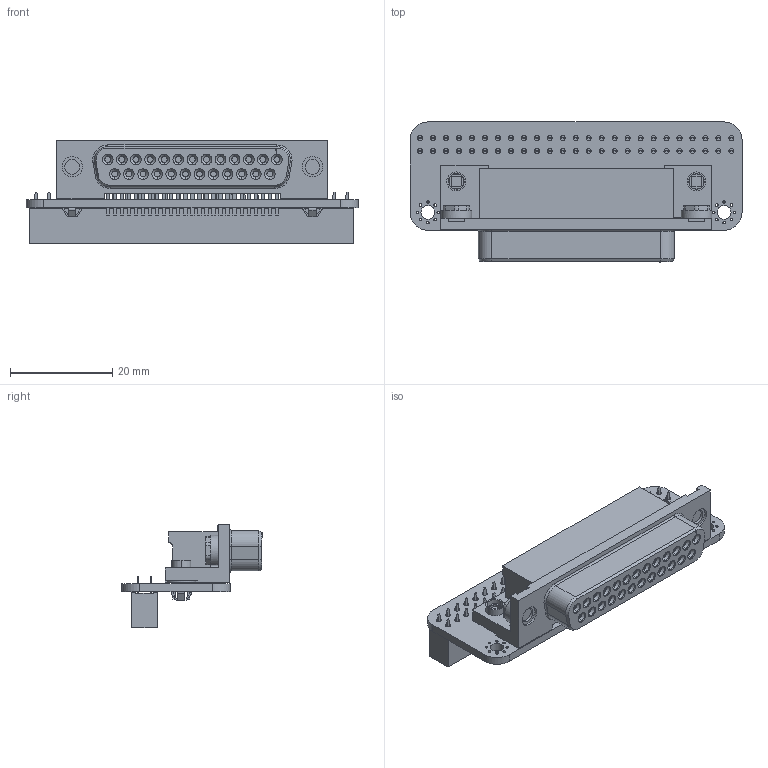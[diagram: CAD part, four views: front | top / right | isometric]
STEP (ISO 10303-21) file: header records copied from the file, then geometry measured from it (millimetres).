
FILE_DESCRIPTION(('KiCad electronic assembly'),'2;1');
FILE_NAME('daisy_chain_board.step','2021-01-21T19:00:36',('An Author'),( 'A Company'),'Open CASCADE STEP processor 6.9', 'KiCad to STEP converter','Unknown');
FILE_SCHEMA(('AUTOMOTIVE_DESIGN { 1 0 10303 214 1 1 1 1 }'));
Length unit declared in the file: millimetre
Products named in the file (6): Open CASCADE STEP translator 6.9 1; 5748901-1; SOLID; PinSocket_2x25_P2.54mm_Vertical; COMPOUND
Assembly tree (5 placements, depth 3):
  Open CASCADE STEP translator 6.9 1
    5748901-1
      SOLID
    PinSocket_2x25_P2.54mm_Vertical
      SOLID
    COMPOUND
Bounding box: 65 x 27.45 x 20.3 mm (x, y, z)
Volume: 10925.7 mm3; surface area: 10039.2 mm2
Topology: 3 solids, 3 shells, 2340 faces, 5989 edges, 3882 vertices
Faces by surface type: plane 1957, cylinder 319, cone 58, torus 4, extrusion 2
Full cylindrical faces by diameter (mm): 0.5 x16, 1 x50, 1.12 x25, 2.7 x2, 3.26 x2
Entity records: 160016 total; most frequent: CARTESIAN_POINT 25877, DIRECTION 23152, VECTOR 16696, LINE 16694, ORIENTED_EDGE 11978, PCURVE 11978, DEFINITIONAL_REPRESENTATION 11978, EDGE_CURVE 5989
